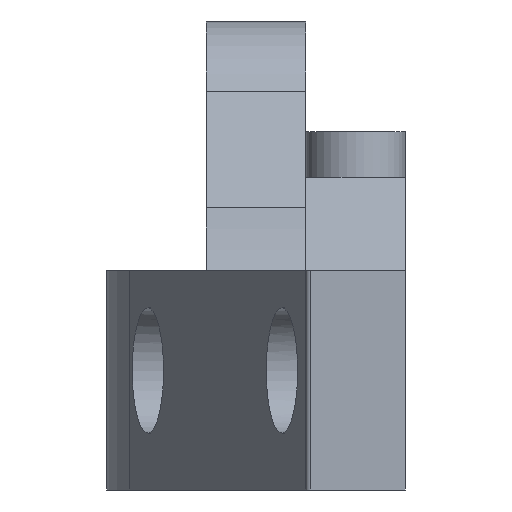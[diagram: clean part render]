
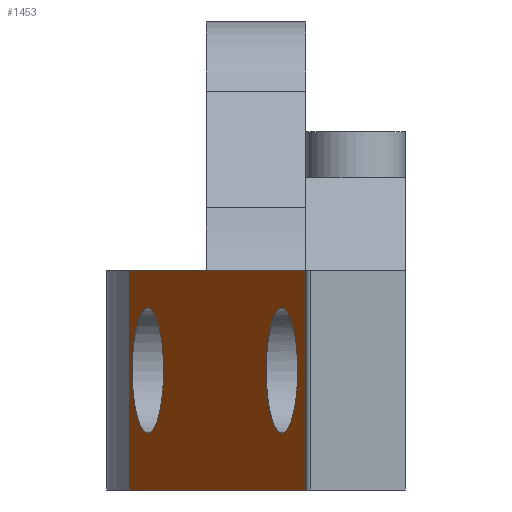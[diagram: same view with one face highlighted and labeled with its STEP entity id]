
A CAD part, front view. The second image highlights one B-rep face of the part: STEP entity #1453.
In plain terms, the highlighted planar face has unit normal (-0.97, -0.242, 0).
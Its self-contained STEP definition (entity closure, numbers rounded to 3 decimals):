
#374 = VERTEX_POINT('',#375);
#375 = CARTESIAN_POINT('',(-53.83,-70.39,0.));
#382 = EDGE_CURVE('',#383,#374,#385,.T.);
#383 = VERTEX_POINT('',#384);
#384 = CARTESIAN_POINT('',(-44.998,-105.81,0.));
#385 = LINE('',#386,#387);
#386 = CARTESIAN_POINT('',(-44.998,-105.81,0.));
#387 = VECTOR('',#388,1.);
#388 = DIRECTION('',(-0.242,0.97,0.));
#530 = VERTEX_POINT('',#531);
#531 = CARTESIAN_POINT('',(-53.83,-70.39,11.));
#538 = EDGE_CURVE('',#539,#530,#541,.T.);
#539 = VERTEX_POINT('',#540);
#540 = CARTESIAN_POINT('',(-44.998,-105.81,11.));
#541 = LINE('',#542,#543);
#542 = CARTESIAN_POINT('',(-44.998,-105.81,11.));
#543 = VECTOR('',#544,1.);
#544 = DIRECTION('',(-0.242,0.97,0.));
#706 = EDGE_CURVE('',#383,#539,#707,.T.);
#707 = LINE('',#708,#709);
#708 = CARTESIAN_POINT('',(-44.998,-105.81,0.));
#709 = VECTOR('',#710,1.);
#710 = DIRECTION('',(0.,0.,1.));
#1442 = EDGE_CURVE('',#374,#530,#1443,.T.);
#1443 = LINE('',#1444,#1445);
#1444 = CARTESIAN_POINT('',(-53.83,-70.39,0.));
#1445 = VECTOR('',#1446,1.);
#1446 = DIRECTION('',(0.,0.,1.));
#1453 = ADVANCED_FACE('',(#1454,#1460,#1471),#1482,.T.);
#1454 = FACE_BOUND('',#1455,.T.);
#1455 = EDGE_LOOP('',(#1456,#1457,#1458,#1459));
#1456 = ORIENTED_EDGE('',*,*,#706,.T.);
#1457 = ORIENTED_EDGE('',*,*,#538,.T.);
#1458 = ORIENTED_EDGE('',*,*,#1442,.F.);
#1459 = ORIENTED_EDGE('',*,*,#382,.F.);
#1460 = FACE_BOUND('',#1461,.T.);
#1461 = EDGE_LOOP('',(#1462));
#1462 = ORIENTED_EDGE('',*,*,#1463,.F.);
#1463 = EDGE_CURVE('',#1464,#1464,#1466,.T.);
#1464 = VERTEX_POINT('',#1465);
#1465 = CARTESIAN_POINT('',(-53.715,-70.85,6.));
#1466 = ELLIPSE('',#1467,3.246,3.15);
#1467 = AXIS2_PLACEMENT_3D('',#1468,#1469,#1470);
#1468 = CARTESIAN_POINT('',(-52.93,-74.,6.));
#1469 = DIRECTION('',(-0.97,-0.242,0.)
  );
#1470 = DIRECTION('',(0.242,-0.97,0.)
  );
#1471 = FACE_BOUND('',#1472,.T.);
#1472 = EDGE_LOOP('',(#1473));
#1473 = ORIENTED_EDGE('',*,*,#1474,.F.);
#1474 = EDGE_CURVE('',#1475,#1475,#1477,.T.);
#1475 = VERTEX_POINT('',#1476);
#1476 = CARTESIAN_POINT('',(-46.983,-97.85,6.));
#1477 = ELLIPSE('',#1478,3.246,3.15);
#1478 = AXIS2_PLACEMENT_3D('',#1479,#1480,#1481);
#1479 = CARTESIAN_POINT('',(-46.198,-101.,6.));
#1480 = DIRECTION('',(-0.97,-0.242,0.)
  );
#1481 = DIRECTION('',(0.242,-0.97,0.)
  );
#1482 = PLANE('',#1483);
#1483 = AXIS2_PLACEMENT_3D('',#1484,#1485,#1486);
#1484 = CARTESIAN_POINT('',(-44.998,-105.81,0.));
#1485 = DIRECTION('',(-0.97,-0.242,0.));
#1486 = DIRECTION('',(-0.242,0.97,0.));
